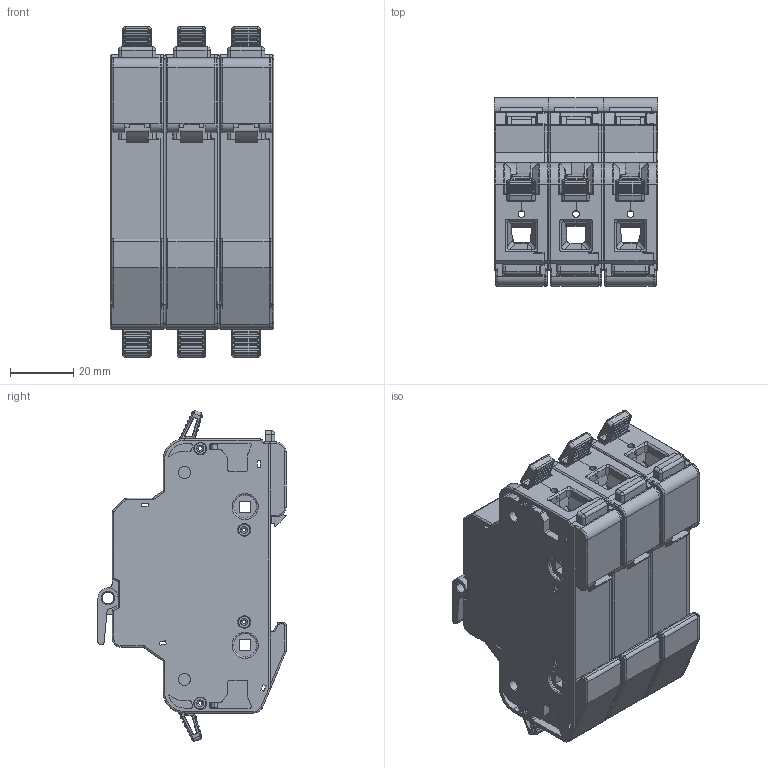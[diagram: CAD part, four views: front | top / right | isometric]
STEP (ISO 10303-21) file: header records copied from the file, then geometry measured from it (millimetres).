
FILE_DESCRIPTION (( 'STEP AP214' ), '1' );
FILE_NAME ('USGCC USGM 3.STEP', '2013-01-28T16:11:19', ( '' ), ( '' ), 'SwSTEP 2.0', 'SolidWorks 2012', '' );
FILE_SCHEMA (( 'AUTOMOTIVE_DESIGN' ));
Length unit declared in the file: inch
Products named in the file (1): USGCC USGM 3
Bounding box: 51.9 x 59.71 x 104.89 mm (x, y, z)
Surface area: 61241.4 mm2 (no closed solid volume)
Topology: 0 solids, 61 shells, 2624 faces, 10068 edges, 7387 vertices
Faces by surface type: cylinder 921, plane 903, torus 370, bspline 293, cone 121, sphere 16
Entity records: 155053 total; most frequent: CARTESIAN_POINT 40704, DIRECTION 16216, ORIENTED_EDGE 15291, EDGE_CURVE 10026, VERTEX_POINT 7387, VECTOR 5462, LINE 5462, AXIS2_PLACEMENT_3D 5377
